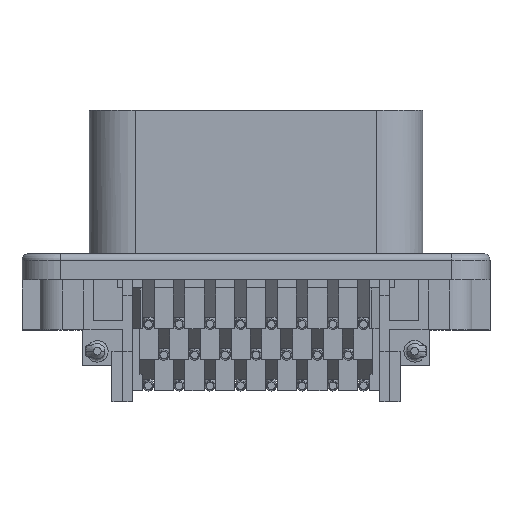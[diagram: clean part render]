
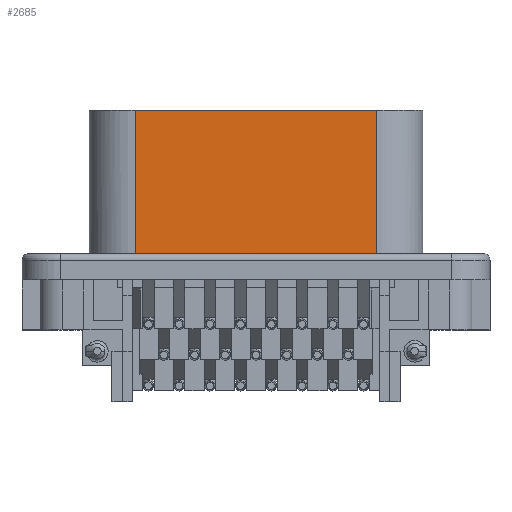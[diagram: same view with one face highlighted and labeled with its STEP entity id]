
A CAD part, top view. The second image highlights one B-rep face of the part: STEP entity #2685.
In plain terms, the highlighted planar face has unit normal (0, 0, 1).
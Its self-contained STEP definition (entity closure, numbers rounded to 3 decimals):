
#1805=CARTESIAN_POINT('',(58.303,36.251,66.606));
#1806=VERTEX_POINT('',#1805);
#1819=CARTESIAN_POINT('',(26.589,36.251,66.606));
#1820=VERTEX_POINT('',#1819);
#1821=CARTESIAN_POINT('',(58.303,36.251,66.606));
#1822=CARTESIAN_POINT('',(51.961,36.251,66.606));
#1823=CARTESIAN_POINT('',(45.618,36.251,66.606));
#1824=CARTESIAN_POINT('',(39.275,36.251,66.606));
#1825=CARTESIAN_POINT('',(32.932,36.251,66.606));
#1826=CARTESIAN_POINT('',(26.589,36.251,66.606));
#1827=B_SPLINE_CURVE_WITH_KNOTS('',5,(#1821,#1822,#1823,#1824,#1825,#1826),.UNSPECIFIED.,.F.,.U.,(6,6),(0.,31.4),.UNSPECIFIED.);
#1828=EDGE_CURVE('',#1806,#1820,#1827,.T.);
#2622=CARTESIAN_POINT('',(58.303,56.502,66.606));
#2623=VERTEX_POINT('',#2622);
#2642=CARTESIAN_POINT('',(58.303,56.502,66.606));
#2643=CARTESIAN_POINT('',(58.303,52.452,66.606));
#2644=CARTESIAN_POINT('',(58.303,48.401,66.606));
#2645=CARTESIAN_POINT('',(58.303,44.351,66.606));
#2646=CARTESIAN_POINT('',(58.303,40.301,66.606));
#2647=CARTESIAN_POINT('',(58.303,36.251,66.606));
#2648=B_SPLINE_CURVE_WITH_KNOTS('',5,(#2642,#2643,#2644,#2645,#2646,#2647),.UNSPECIFIED.,.F.,.U.,(6,6),(0.,20.05),.UNSPECIFIED.);
#2649=EDGE_CURVE('',#2623,#1806,#2648,.T.);
#2656=CARTESIAN_POINT('',(42.446,46.376,66.606));
#2657=DIRECTION('',(-1.,0.,0.));
#2658=DIRECTION('',(0.,0.,1.));
#2659=AXIS2_PLACEMENT_3D('',#2656,#2658,#2657);
#2660=PLANE('',#2659);
#2661=ORIENTED_EDGE('',*,*,#2649,.F.);
#2662=CARTESIAN_POINT('',(26.589,56.502,66.606));
#2663=VERTEX_POINT('',#2662);
#2664=CARTESIAN_POINT('',(58.303,56.502,66.606));
#2665=CARTESIAN_POINT('',(51.961,56.502,66.606));
#2666=CARTESIAN_POINT('',(45.618,56.502,66.606));
#2667=CARTESIAN_POINT('',(39.275,56.502,66.606));
#2668=CARTESIAN_POINT('',(32.932,56.502,66.606));
#2669=CARTESIAN_POINT('',(26.589,56.502,66.606));
#2670=B_SPLINE_CURVE_WITH_KNOTS('',5,(#2664,#2665,#2666,#2667,#2668,#2669),.UNSPECIFIED.,.F.,.U.,(6,6),(0.,31.4),.UNSPECIFIED.);
#2671=EDGE_CURVE('',#2623,#2663,#2670,.T.);
#2672=ORIENTED_EDGE('',*,*,#2671,.T.);
#2673=CARTESIAN_POINT('',(26.589,56.502,66.606));
#2674=CARTESIAN_POINT('',(26.589,52.452,66.606));
#2675=CARTESIAN_POINT('',(26.589,48.401,66.606));
#2676=CARTESIAN_POINT('',(26.589,44.351,66.606));
#2677=CARTESIAN_POINT('',(26.589,40.301,66.606));
#2678=CARTESIAN_POINT('',(26.589,36.251,66.606));
#2679=B_SPLINE_CURVE_WITH_KNOTS('',5,(#2673,#2674,#2675,#2676,#2677,#2678),.UNSPECIFIED.,.F.,.U.,(6,6),(0.,20.05),.UNSPECIFIED.);
#2680=EDGE_CURVE('',#2663,#1820,#2679,.T.);
#2681=ORIENTED_EDGE('',*,*,#2680,.T.);
#2682=ORIENTED_EDGE('',*,*,#1828,.F.);
#2683=EDGE_LOOP('',(#2661,#2672,#2681,#2682));
#2684=FACE_OUTER_BOUND('',#2683,.T.);
#2685=ADVANCED_FACE('',(#2684),#2660,.T.);
